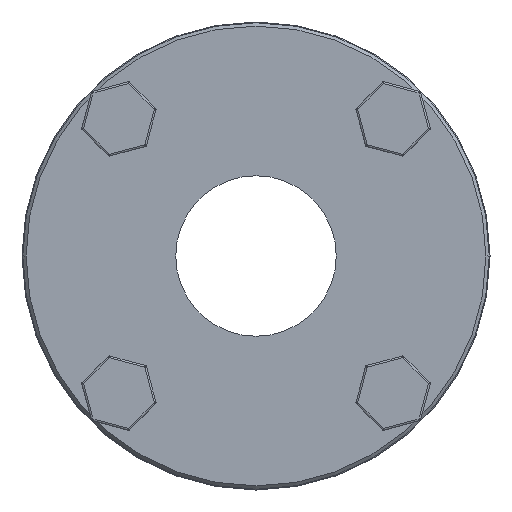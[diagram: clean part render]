
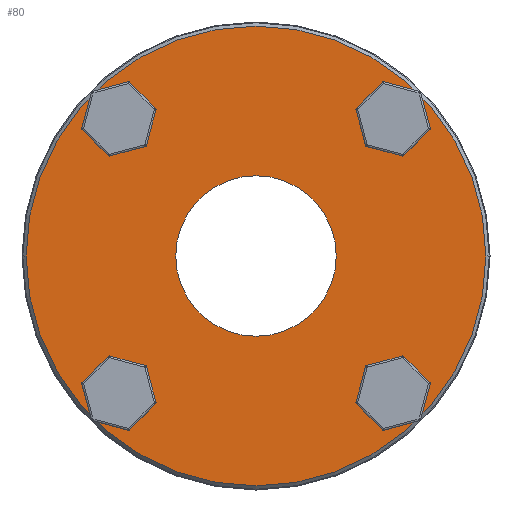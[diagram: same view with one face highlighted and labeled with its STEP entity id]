
A CAD part, left-side view. The second image highlights one B-rep face of the part: STEP entity #80.
In plain terms, the highlighted planar face has unit normal (-1, 0, 0).
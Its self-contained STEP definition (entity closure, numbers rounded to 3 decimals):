
#80 = ADVANCED_FACE ( 'NONE', ( #3399, #3402 ), #9963, .T. ) ;
#254 = EDGE_CURVE ( 'NONE', #10457, #10458, #4575, .T. ) ;
#275 = EDGE_CURVE ( 'NONE', #10505, #10506, #4610, .T. ) ;
#280 = EDGE_CURVE ( 'NONE', #10506, #10505, #4616, .T. ) ;
#287 = EDGE_CURVE ( 'NONE', #10458, #10457, #4622, .T. ) ;
#816 = ORIENTED_EDGE ( 'NONE', *, *, #287, .T. ) ;
#817 = ORIENTED_EDGE ( 'NONE', *, *, #254, .T. ) ;
#818 = ORIENTED_EDGE ( 'NONE', *, *, #275, .T. ) ;
#819 = ORIENTED_EDGE ( 'NONE', *, *, #280, .T. ) ;
#2972 = AXIS2_PLACEMENT_3D ( 'NONE', #9964, #9956, #9955 ) ;
#3399 = FACE_OUTER_BOUND ( 'NONE', #10777, .T. ) ;
#3402 = FACE_BOUND ( 'NONE', #10790, .T. ) ;
#4132 = CARTESIAN_POINT ( 'NONE',  ( -28.5, 0., 0. ) ) ;
#4133 = DIRECTION ( 'NONE',  ( -1., 0., 0. ) ) ;
#4134 = DIRECTION ( 'NONE',  ( 0., -1., 0. ) ) ;
#4182 = CARTESIAN_POINT ( 'NONE',  ( -28.5, 0., 0. ) ) ;
#4185 = DIRECTION ( 'NONE',  ( 1., 0., 0. ) ) ;
#4186 = DIRECTION ( 'NONE',  ( 0., 1., 0. ) ) ;
#4193 = CARTESIAN_POINT ( 'NONE',  ( -28.5, 0., 0. ) ) ;
#4195 = DIRECTION ( 'NONE',  ( 1., 0., 0. ) ) ;
#4196 = DIRECTION ( 'NONE',  ( 0., 1., 0. ) ) ;
#4214 = CARTESIAN_POINT ( 'NONE',  ( -28.5, 0., 0. ) ) ;
#4216 = DIRECTION ( 'NONE',  ( -1., 0., 0. ) ) ;
#4217 = DIRECTION ( 'NONE',  ( 0., -1., 0. ) ) ;
#4358 = AXIS2_PLACEMENT_3D ( 'NONE', #4132, #4133, #4134 ) ;
#4363 = AXIS2_PLACEMENT_3D ( 'NONE', #4193, #4195, #4196 ) ;
#4367 = AXIS2_PLACEMENT_3D ( 'NONE', #4182, #4185, #4186 ) ;
#4370 = AXIS2_PLACEMENT_3D ( 'NONE', #4214, #4216, #4217 ) ;
#4575 = CIRCLE ( 'NONE', #4358, 34.385 ) ;
#4610 = CIRCLE ( 'NONE', #4367, 12. ) ;
#4616 = CIRCLE ( 'NONE', #4363, 12. ) ;
#4622 = CIRCLE ( 'NONE', #4370, 34.385 ) ;
#9459 = CARTESIAN_POINT ( 'NONE',  ( -28.5, -34.385, 0. ) ) ;
#9460 = CARTESIAN_POINT ( 'NONE',  ( -28.5, 34.385, 0. ) ) ;
#9507 = CARTESIAN_POINT ( 'NONE',  ( -28.5, 12., 0. ) ) ;
#9508 = CARTESIAN_POINT ( 'NONE',  ( -28.5, -12., 0. ) ) ;
#9955 = DIRECTION ( 'NONE',  ( 0., -1., 0. ) ) ;
#9956 = DIRECTION ( 'NONE',  ( -1., 0., 0. ) ) ;
#9963 = PLANE ( 'NONE',  #2972 ) ;
#9964 = CARTESIAN_POINT ( 'NONE',  ( -28.5, 12., 0. ) ) ;
#10457 = VERTEX_POINT ( 'NONE', #9459 ) ;
#10458 = VERTEX_POINT ( 'NONE', #9460 ) ;
#10505 = VERTEX_POINT ( 'NONE', #9507 ) ;
#10506 = VERTEX_POINT ( 'NONE', #9508 ) ;
#10777 = EDGE_LOOP ( 'NONE', ( #816, #817 ) ) ;
#10790 = EDGE_LOOP ( 'NONE', ( #818, #819 ) ) ;
